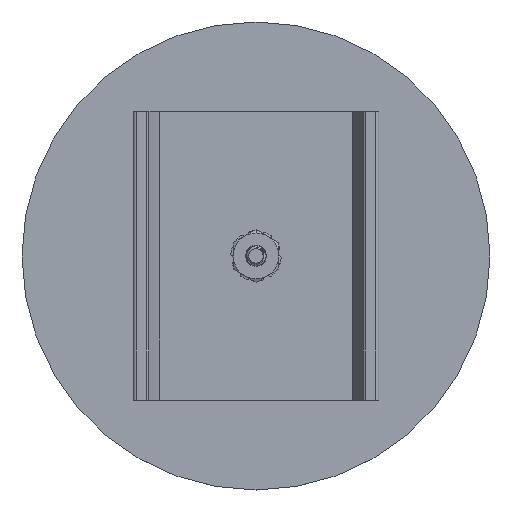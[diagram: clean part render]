
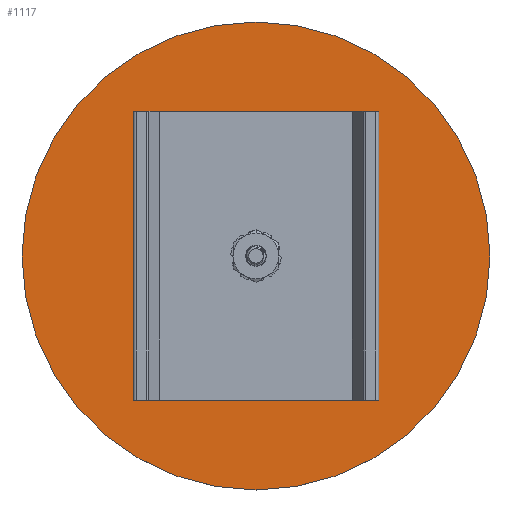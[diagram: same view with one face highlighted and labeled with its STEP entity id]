
A CAD part, top view. The second image highlights one B-rep face of the part: STEP entity #1117.
In plain terms, the highlighted face is planar.
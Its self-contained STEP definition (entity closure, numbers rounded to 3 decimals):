
#920=CARTESIAN_POINT('',(0.,0.,0.));
#921=DIRECTION('',(0.,0.,1.));
#922=DIRECTION('',(0.,1.,0.));
#923=AXIS2_PLACEMENT_3D('',#920,#921,#922);
#925=CARTESIAN_POINT('',(0.,0.,0.));
#926=DIRECTION('',(0.,0.,-1.));
#927=DIRECTION('',(0.,1.,0.));
#928=AXIS2_PLACEMENT_3D('',#925,#926,#927);
#1006=CARTESIAN_POINT('',(0.,0.,0.));
#1007=DIRECTION('',(0.,0.,1.));
#1008=DIRECTION('',(0.,1.,0.));
#1009=AXIS2_PLACEMENT_3D('',#1006,#1007,#1008);
#1015=CARTESIAN_POINT('',(0.,0.,0.));
#1016=DIRECTION('',(0.,0.,-1.));
#1017=DIRECTION('',(0.,1.,0.));
#1018=AXIS2_PLACEMENT_3D('',#1015,#1016,#1017);
#1060=CARTESIAN_POINT('',(0.,40.5,0.));
#1062=VERTEX_POINT('',#1060);
#1069=CARTESIAN_POINT('',(0.,2.6,0.));
#1071=VERTEX_POINT('',#1069);
#1072=CARTESIAN_POINT('',(0.,-40.5,0.));
#1074=VERTEX_POINT('',#1072);
#1081=CARTESIAN_POINT('',(0.,-2.6,0.));
#1083=VERTEX_POINT('',#1081);
#1100=CARTESIAN_POINT('',(0.,0.,0.));
#1101=DIRECTION('',(0.,0.,1.));
#1102=DIRECTION('',(0.,1.,0.));
#1103=AXIS2_PLACEMENT_3D('',#1100,#1101,#1102);
#1104=PLANE('',#1103);
#1106=ORIENTED_EDGE('',*,*,#1105,.F.);
#1108=ORIENTED_EDGE('',*,*,#1107,.T.);
#1109=EDGE_LOOP('',(#1106,#1108));
#1110=FACE_OUTER_BOUND('',#1109,.F.);
#1112=ORIENTED_EDGE('',*,*,#1111,.F.);
#1114=ORIENTED_EDGE('',*,*,#1113,.T.);
#1115=EDGE_LOOP('',(#1112,#1114));
#1116=FACE_BOUND('',#1115,.F.);
#1117=ADVANCED_FACE('',(#1110,#1116),#1104,.F.);
#924=CIRCLE('',#923,2.6);
#929=CIRCLE('',#928,2.6);
#1010=CIRCLE('',#1009,40.5);
#1019=CIRCLE('',#1018,40.5);
#1105=EDGE_CURVE('',#1062,#1074,#1019,.T.);
#1107=EDGE_CURVE('',#1062,#1074,#1010,.T.);
#1111=EDGE_CURVE('',#1071,#1083,#924,.T.);
#1113=EDGE_CURVE('',#1071,#1083,#929,.T.);
